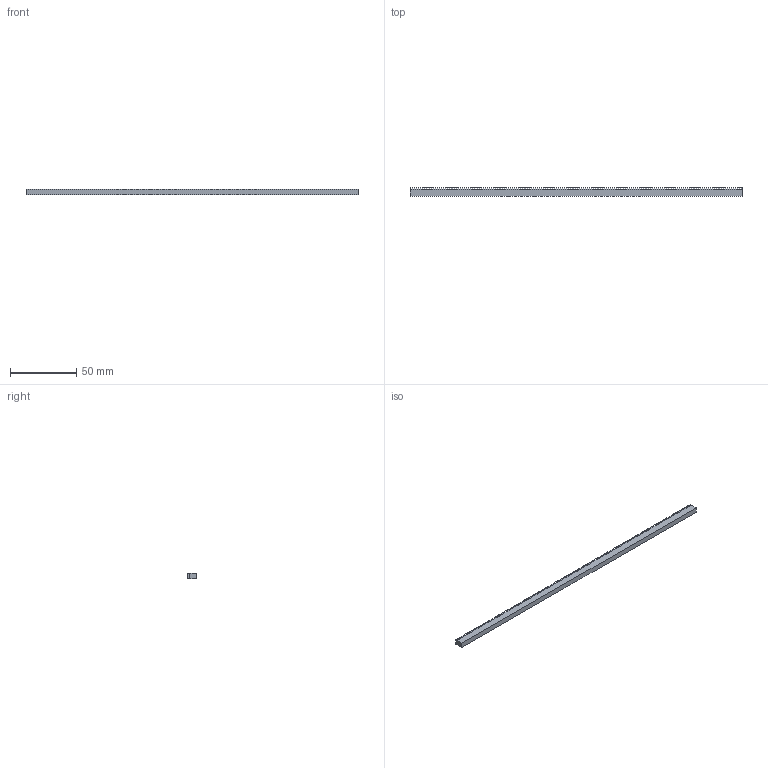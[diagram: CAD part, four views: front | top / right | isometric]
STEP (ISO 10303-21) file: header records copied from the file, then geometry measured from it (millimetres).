
FILE_DESCRIPTION(/* description */ (''),/* implementation_level */ '2;1');
FILE_NAME(/* name */ '20 Degree Pressure Angle Gear Rack_v1.step',/* time_stamp */ '2023-08-31T11:35:45-07:00',/* author */ (''),/* organization */ (''),/* preprocessor_version */ 'ST-DEVELOPER v20',/* originating_system */ 'Autodesk Translation Framework v12.9.0.99',/* authorisation */ '');
FILE_SCHEMA (('AUTOMOTIVE_DESIGN { 1 0 10303 214 3 1 1 }'));
Length unit declared in the file: millimetre
Products named in the file (1): 20 Degree Pressure Angle Gear Rack
Bounding box: 250 x 6.3 x 4 mm (x, y, z)
Volume: 5777.2 mm3; surface area: 5895 mm2
Topology: 1 solids, 1 shells, 960 faces, 2874 edges, 1916 vertices
Faces by surface type: plane 642, cylinder 318
Entity records: 32307 total; most frequent: CARTESIAN_POINT 5751, ORIENTED_EDGE 5748, DIRECTION 5432, EDGE_CURVE 2874, LINE 2238, VECTOR 2238, VERTEX_POINT 1916, AXIS2_PLACEMENT_3D 1597
